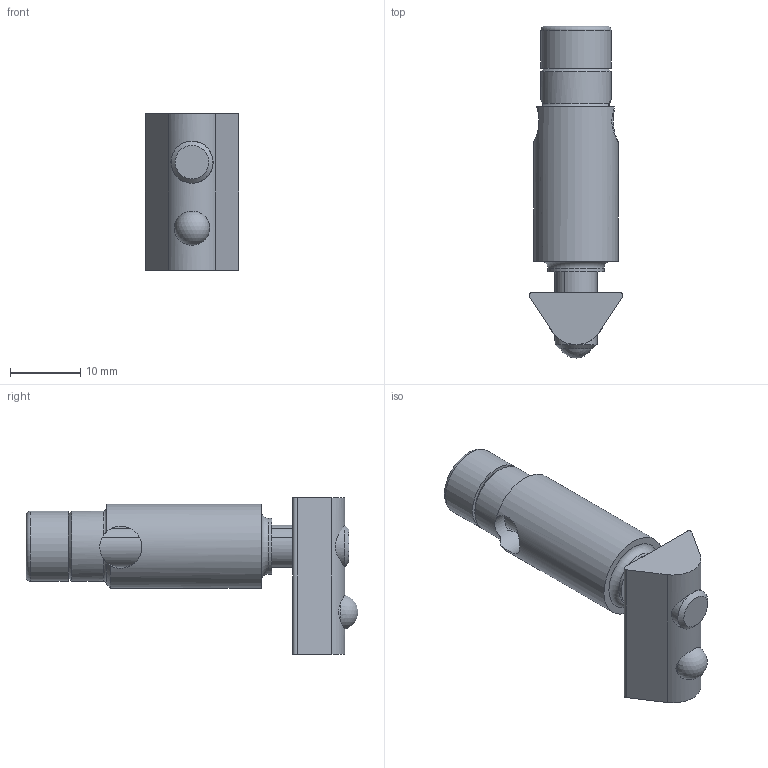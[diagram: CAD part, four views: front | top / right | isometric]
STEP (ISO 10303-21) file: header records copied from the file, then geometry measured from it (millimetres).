
FILE_DESCRIPTION(/* description */ ('KriTec_Automatikverbindungssatz_8'),/* implementation_level */ '2;1');
FILE_NAME(/* name */ '22500_KriTec_Automatikverbindungssatz_8.stp',/* time_stamp */ '2020-08-04T10:44:25+02:00',/* author */ ('Nell'),/* organization */ (''),/* preprocessor_version */ 'ST-DEVELOPER v17',/* originating_system */ 'Autodesk Inventor 2018',/* authorisation */ '');
FILE_SCHEMA (('AUTOMOTIVE_DESIGN { 1 0 10303 214 3 1 1 }'));
Length unit declared in the file: centimetre
Products named in the file (1): 11422
Bounding box: 13.32 x 47.28 x 22.3 mm (x, y, z)
Volume: 4741.5 mm3; surface area: 3554.8 mm2
Topology: 1 solids, 1 shells, 67 faces, 182 edges, 116 vertices
Faces by surface type: plane 43, cylinder 15, cone 4, torus 4, sphere 1
Full cylindrical faces by diameter (mm): 6 x2, 8 x1, 10 x2, 12 x1
Entity records: 2509 total; most frequent: CARTESIAN_POINT 629, ORIENTED_EDGE 382, DIRECTION 362, EDGE_CURVE 191, AXIS2_PLACEMENT_3D 133, VERTEX_POINT 116, LINE 96, VECTOR 96
